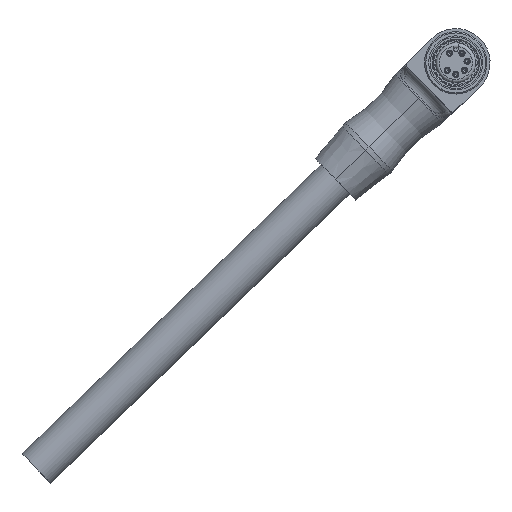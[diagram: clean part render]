
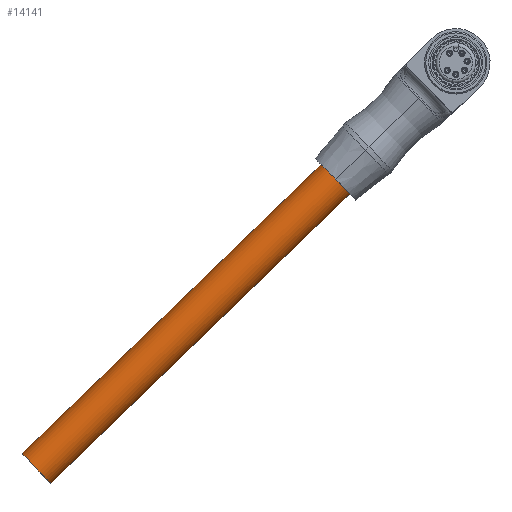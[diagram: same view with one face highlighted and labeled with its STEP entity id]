
A CAD part, left-side view. The second image highlights one B-rep face of the part: STEP entity #14141.
In plain terms, the highlighted cylindrical face has radius 5 mm (diameter 10 mm), a partial arc.
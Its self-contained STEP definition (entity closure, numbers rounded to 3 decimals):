
#5241=CARTESIAN_POINT('',(20.655,17.68,54.108));
#5242=DIRECTION('',(0.,0.719,-0.695));
#5243=DIRECTION('',(0.,-0.695,-0.719));
#5244=AXIS2_PLACEMENT_3D('',#5241,#5242,#5243);
#5264=DIRECTION('',(0.,0.719,-0.695));
#5265=VECTOR('',#5264,100.);
#5266=CARTESIAN_POINT('',(20.655,21.156,57.702));
#5267=LINE('',#5266,#5265);
#5268=DIRECTION('',(0.,-0.719,0.695));
#5269=VECTOR('',#5268,100.);
#5270=CARTESIAN_POINT('',(20.655,86.083,-19.008));
#5271=LINE('',#5270,#5269);
#5272=CARTESIAN_POINT('',(20.655,89.559,-15.414));
#5273=DIRECTION('',(0.,0.719,-0.695));
#5274=DIRECTION('',(0.,-0.695,-0.719));
#5275=AXIS2_PLACEMENT_3D('',#5272,#5273,#5274);
#5657=CARTESIAN_POINT('',(20.655,14.204,50.514));
#5658=CARTESIAN_POINT('',(20.655,21.156,57.702));
#5659=VERTEX_POINT('',#5657);
#5660=VERTEX_POINT('',#5658);
#5661=CARTESIAN_POINT('',(20.655,86.083,-19.008));
#5662=VERTEX_POINT('',#5661);
#5663=CARTESIAN_POINT('',(20.655,93.035,-11.82));
#5664=VERTEX_POINT('',#5663);
#14127=CARTESIAN_POINT('',(20.655,16.242,55.499));
#14128=DIRECTION('',(0.,0.719,-0.695));
#14129=DIRECTION('',(0.,-0.695,-0.719));
#14130=AXIS2_PLACEMENT_3D('',#14127,#14128,#14129);
#14131=CYLINDRICAL_SURFACE('',#14130,5.);
#14132=ORIENTED_EDGE('',*,*,#14108,.F.);
#14134=ORIENTED_EDGE('',*,*,#14133,.F.);
#14136=ORIENTED_EDGE('',*,*,#14135,.T.);
#14138=ORIENTED_EDGE('',*,*,#14137,.F.);
#14139=EDGE_LOOP('',(#14132,#14134,#14136,#14138));
#14140=FACE_OUTER_BOUND('',#14139,.F.);
#5245=CIRCLE('',#5244,5.);
#5276=CIRCLE('',#5275,5.);
#14108=EDGE_CURVE('',#5659,#5660,#5245,.T.);
#14133=EDGE_CURVE('',#5662,#5659,#5271,.T.);
#14135=EDGE_CURVE('',#5662,#5664,#5276,.T.);
#14137=EDGE_CURVE('',#5660,#5664,#5267,.T.);
#14141=ADVANCED_FACE('',(#14140),#14131,.T.);
